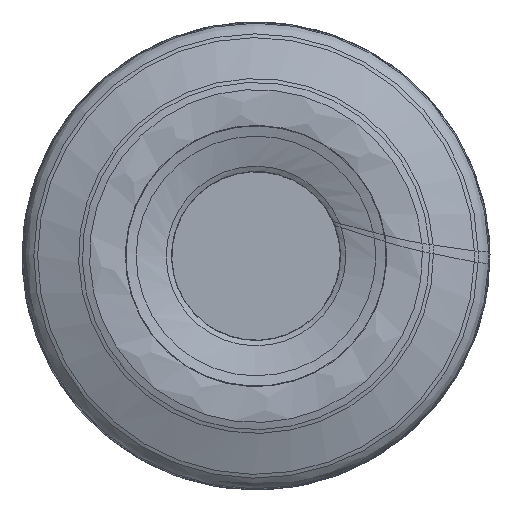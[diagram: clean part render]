
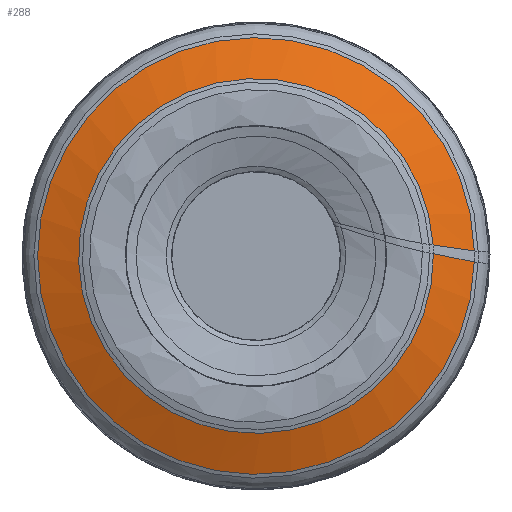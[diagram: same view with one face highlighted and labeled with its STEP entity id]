
A CAD part, left-side view. The second image highlights one B-rep face of the part: STEP entity #288.
In plain terms, the highlighted free-form (B-spline) face has degree [1, 3] with [2, 7] control points.
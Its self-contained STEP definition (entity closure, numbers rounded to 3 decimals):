
#71=(
BOUNDED_SURFACE()
B_SPLINE_SURFACE(1,3,((#2245,#2246,#2247,#2248,#2249,#2250,#2251),(#2252,
#2253,#2254,#2255,#2256,#2257,#2258)),.UNSPECIFIED.,.F.,.F.,.F.)
B_SPLINE_SURFACE_WITH_KNOTS((2,2),(4,3,4),(0.,1.),(0.,0.5,1.),
 .UNSPECIFIED.)
GEOMETRIC_REPRESENTATION_ITEM()
RATIONAL_B_SPLINE_SURFACE(((1.,0.342,0.342,1.,0.342,
0.342,1.),(1.,0.342,0.342,1.,0.342,
0.342,1.)))
REPRESENTATION_ITEM('')
SURFACE()
);
#102=LINE('',#1721,#134);
#103=LINE('',#1722,#135);
#134=VECTOR('',#1335,1.);
#135=VECTOR('',#1336,1.);
#288=ADVANCED_FACE('',(#353),#71,.F.);
#353=FACE_OUTER_BOUND('',#451,.T.);
#451=EDGE_LOOP('',(#666,#667,#668,#669));
#666=ORIENTED_EDGE('',*,*,#879,.T.);
#667=ORIENTED_EDGE('',*,*,#948,.F.);
#668=ORIENTED_EDGE('',*,*,#880,.T.);
#669=ORIENTED_EDGE('',*,*,#947,.T.);
#787=VERTEX_POINT('',#1706);
#788=VERTEX_POINT('',#1707);
#789=VERTEX_POINT('',#1719);
#790=VERTEX_POINT('',#1720);
#879=EDGE_CURVE('',#787,#789,#102,.T.);
#880=EDGE_CURVE('',#790,#788,#103,.T.);
#947=EDGE_CURVE('',#788,#787,#1054,.T.);
#948=EDGE_CURVE('',#790,#789,#1055,.T.);
#1054=CIRCLE('',#1182,6.066);
#1055=CIRCLE('',#1183,7.466);
#1182=AXIS2_PLACEMENT_3D('',#2229,#1449,#1450);
#1183=AXIS2_PLACEMENT_3D('',#2244,#1451,#1452);
#1335=DIRECTION('',(0.348,-0.928,-0.134));
#1336=DIRECTION('',(-0.348,0.92,0.18));
#1449=DIRECTION('',(1.,0.,0.));
#1450=DIRECTION('',(0.,-1.,0.012));
#1451=DIRECTION('',(1.,0.,0.));
#1452=DIRECTION('',(0.,-1.,-0.027));
#1706=CARTESIAN_POINT('',(0.217,-6.054,0.377));
#1707=CARTESIAN_POINT('',(0.217,-6.065,0.075));
#1719=CARTESIAN_POINT('',(0.746,-7.464,0.172));
#1720=CARTESIAN_POINT('',(0.746,-7.464,-0.199));
#1721=CARTESIAN_POINT('',(0.217,-6.054,0.377));
#1722=CARTESIAN_POINT('',(0.217,-6.065,0.075));
#2229=CARTESIAN_POINT('',(0.217,0.,0.));
#2244=CARTESIAN_POINT('',(0.746,0.,0.));
#2245=CARTESIAN_POINT('',(0.217,-6.065,0.075));
#2246=CARTESIAN_POINT('',(0.217,-6.213,-11.76));
#2247=CARTESIAN_POINT('',(0.217,5.62,-12.055));
#2248=CARTESIAN_POINT('',(0.217,6.062,-0.226));
#2249=CARTESIAN_POINT('',(0.217,6.503,11.602));
#2250=CARTESIAN_POINT('',(0.217,-5.319,12.19));
#2251=CARTESIAN_POINT('',(0.217,-6.054,0.377));
#2252=CARTESIAN_POINT('',(0.746,-7.464,-0.199));
#2253=CARTESIAN_POINT('',(0.746,-7.076,-14.763));
#2254=CARTESIAN_POINT('',(0.746,7.492,-14.557));
#2255=CARTESIAN_POINT('',(0.746,7.466,0.013));
#2256=CARTESIAN_POINT('',(0.746,7.441,14.583));
#2257=CARTESIAN_POINT('',(0.746,-7.129,14.738));
#2258=CARTESIAN_POINT('',(0.746,-7.464,0.172));
